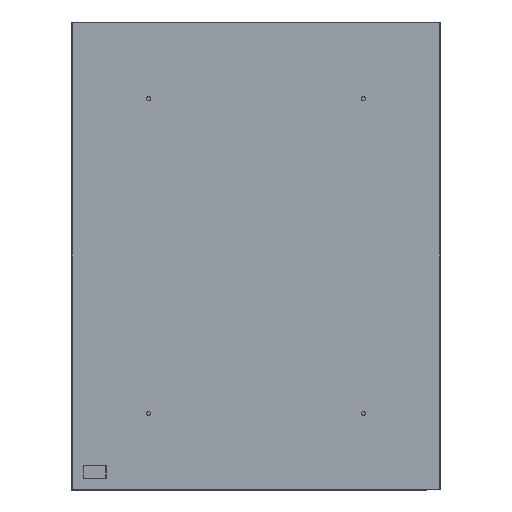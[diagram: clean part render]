
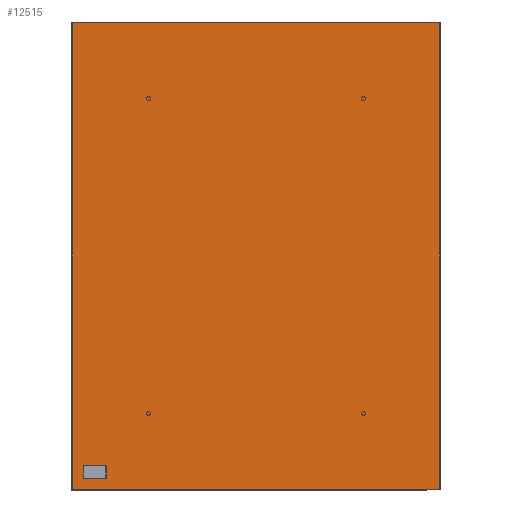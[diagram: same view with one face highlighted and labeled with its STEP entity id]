
A CAD part, left-side view. The second image highlights one B-rep face of the part: STEP entity #12515.
In plain terms, the highlighted planar face has unit normal (-1, 0, 0).
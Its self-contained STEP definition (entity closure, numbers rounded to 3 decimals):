
#12154=CARTESIAN_POINT('',(1516.226,4535.492,608.7));
#12155=VERTEX_POINT('',#12154);
#12156=CARTESIAN_POINT('',(1516.226,4057.755,608.7));
#12157=VERTEX_POINT('',#12156);
#12158=CARTESIAN_POINT('',(1516.226,4535.492,608.7));
#12159=DIRECTION('',(0.0,-1.0,0.0));
#12160=VECTOR('',#12159,477.737);
#12161=LINE('',#12158,#12160);
#12162=EDGE_CURVE('',#12155,#12157,#12161,.T.);
#12194=CARTESIAN_POINT('',(1516.226,4057.424,608.369));
#12195=VERTEX_POINT('',#12194);
#12196=CARTESIAN_POINT('',(1516.226,4057.755,608.7));
#12197=DIRECTION('',(0.0,-0.707,-0.707));
#12198=VECTOR('',#12197,0.469);
#12199=LINE('',#12196,#12198);
#12200=EDGE_CURVE('',#12157,#12195,#12199,.T.);
#12225=CARTESIAN_POINT('',(1516.226,4057.424,1.131));
#12226=VERTEX_POINT('',#12225);
#12227=CARTESIAN_POINT('',(1516.226,4057.424,608.369));
#12228=DIRECTION('',(0.0,0.0,-1.0));
#12229=VECTOR('',#12228,607.237);
#12230=LINE('',#12227,#12229);
#12231=EDGE_CURVE('',#12195,#12226,#12230,.T.);
#12265=CARTESIAN_POINT('',(1516.226,4057.755,0.8));
#12266=VERTEX_POINT('',#12265);
#12267=CARTESIAN_POINT('',(1516.226,4057.424,1.131));
#12268=DIRECTION('',(0.0,0.707,-0.707));
#12269=VECTOR('',#12268,0.469);
#12270=LINE('',#12267,#12269);
#12271=EDGE_CURVE('',#12226,#12266,#12270,.T.);
#12296=CARTESIAN_POINT('',(1516.226,4535.492,0.8));
#12297=VERTEX_POINT('',#12296);
#12298=CARTESIAN_POINT('',(1516.226,4057.755,0.8));
#12299=DIRECTION('',(0.0,1.0,0.0));
#12300=VECTOR('',#12299,477.737);
#12301=LINE('',#12298,#12300);
#12302=EDGE_CURVE('',#12266,#12297,#12301,.T.);
#12327=CARTESIAN_POINT('',(1516.226,4535.824,1.131));
#12328=VERTEX_POINT('',#12327);
#12329=CARTESIAN_POINT('',(1516.226,4535.492,0.8));
#12330=DIRECTION('',(0.0,0.707,0.707));
#12331=VECTOR('',#12330,0.469);
#12332=LINE('',#12329,#12331);
#12333=EDGE_CURVE('',#12297,#12328,#12332,.T.);
#12358=CARTESIAN_POINT('',(1516.226,4535.824,608.369));
#12359=VERTEX_POINT('',#12358);
#12360=CARTESIAN_POINT('',(1516.226,4535.824,1.131));
#12361=DIRECTION('',(0.0,0.0,1.0));
#12362=VECTOR('',#12361,607.237);
#12363=LINE('',#12360,#12362);
#12364=EDGE_CURVE('',#12328,#12359,#12363,.T.);
#12387=CARTESIAN_POINT('',(1516.226,4535.824,608.369));
#12388=DIRECTION('',(0.0,-0.707,0.707));
#12389=VECTOR('',#12388,0.469);
#12390=LINE('',#12387,#12389);
#12391=EDGE_CURVE('',#12359,#12155,#12390,.T.);
#12500=CARTESIAN_POINT('',(1516.226,4296.624,0.799));
#12501=DIRECTION('',(-1.0,0.0,0.0));
#12502=DIRECTION('',(0.0,0.0,1.0));
#12503=AXIS2_PLACEMENT_3D('',#12500,#12501,#12502);
#12504=PLANE('',#12503);
#12505=ORIENTED_EDGE('',*,*,#12162,.F.);
#12506=ORIENTED_EDGE('',*,*,#12391,.F.);
#12507=ORIENTED_EDGE('',*,*,#12364,.F.);
#12508=ORIENTED_EDGE('',*,*,#12333,.F.);
#12509=ORIENTED_EDGE('',*,*,#12302,.F.);
#12510=ORIENTED_EDGE('',*,*,#12271,.F.);
#12511=ORIENTED_EDGE('',*,*,#12231,.F.);
#12512=ORIENTED_EDGE('',*,*,#12200,.F.);
#12513=EDGE_LOOP('',(#12505,#12506,#12507,#12508,#12509,#12510,#12511,#12512));
#12514=FACE_OUTER_BOUND('',#12513,.T.);
#12515=ADVANCED_FACE('',(#12514),#12504,.T.);
